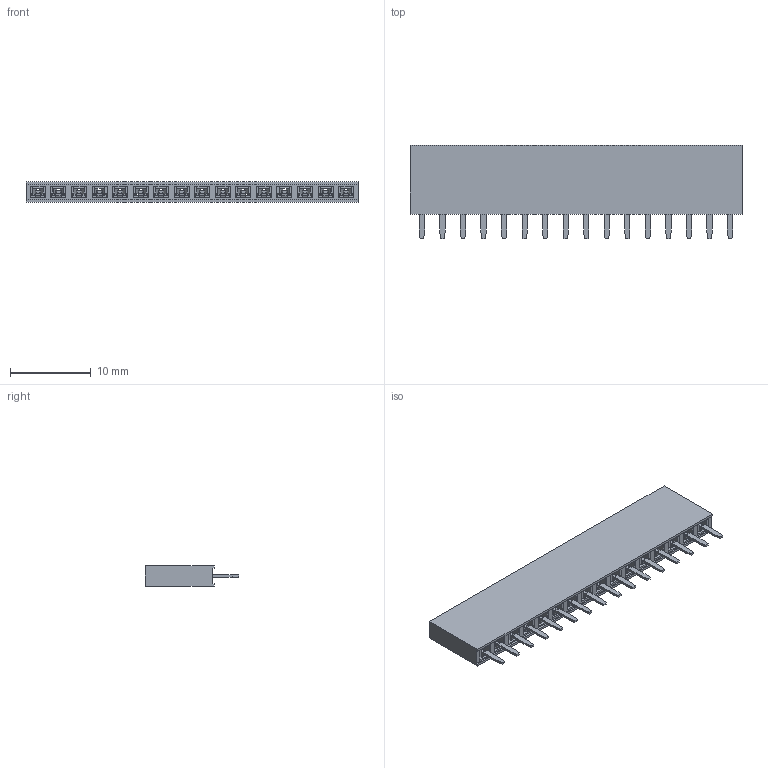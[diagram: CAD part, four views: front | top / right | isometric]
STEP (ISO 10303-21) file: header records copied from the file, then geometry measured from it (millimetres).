
FILE_DESCRIPTION((''),'2;1');
FILE_NAME('M20-7821646_ASM','2014-09-11T',('sbennett'),(''),'PRO/ENGINEER BY PARAMETRIC TECHNOLOGY CORPORATION, 2014090','PRO/ENGINEER BY PARAMETRIC TECHNOLOGY CORPORATION, 2014090','');
FILE_SCHEMA(('CONFIG_CONTROL_DESIGN'));
Length unit declared in the file: millimetre
Products named in the file (3): M20-78216_MOULD; M20-782_CONTACT; M20-7821646_ASM
Assembly tree (17 placements, depth 2):
  M20-7821646_ASM
    M20-78216_MOULD
    M20-782_CONTACT  x16
Bounding box: 41.04 x 11.5 x 2.5 mm (x, y, z)
Volume: 639.6 mm3; surface area: 2405.4 mm2
Topology: 17 solids, 17 shells, 1322 faces, 3496 edges, 2224 vertices
Faces by surface type: plane 970, cylinder 352
Entity records: 10802 total; most frequent: CARTESIAN_POINT 1502, ORIENTED_EDGE 1442, DIRECTION 1367, PRESENTATION_STYLE_ASSIGNMENT 723, STYLED_ITEM 723, CURVE_STYLE 721, EDGE_CURVE 721, VECTOR 677
